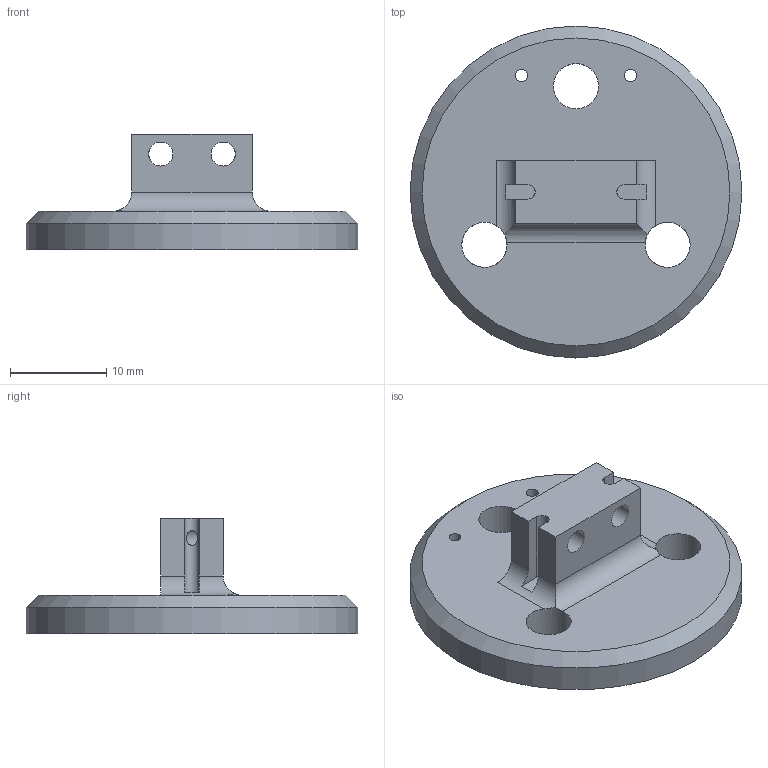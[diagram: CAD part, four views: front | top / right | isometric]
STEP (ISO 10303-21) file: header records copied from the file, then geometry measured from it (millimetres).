
FILE_DESCRIPTION(/* description */ ('STEP AP242','CAx-IF Rec.Pracs.---Representation and Presentation of Product Manufacturing Information (PMI)---4.0---2014-10-13','CAx-IF Rec.Pracs.---3D Tessellated Geometry---0.4---2014-09-14','2;1'),/* implementation_level */ '2;1');
FILE_NAME(/* name */ '63a4b1cba5a6a37e8e4a8b8c',/* time_stamp */ '2022-12-22T19:36:43+00:00',/* author */ (''),/* organization */ (''),/* preprocessor_version */ 'ST-DEVELOPER v18.102',/* originating_system */ ' ',/* authorisation */ ' ');
FILE_SCHEMA (('AP242_MANAGED_MODEL_BASED_3D_ENGINEERING_MIM_LF { 1 0 10303 442 1 1 4 }'));
Length unit declared in the file: metre
Products named in the file (1): Top
Bounding box: 34.53 x 34.53 x 12 mm (x, y, z)
Volume: 3857.3 mm3; surface area: 2791.9 mm2
Topology: 1 solids, 1 shells, 31 faces, 90 edges, 60 vertices
Faces by surface type: plane 16, cylinder 14, cone 1
Full cylindrical faces by diameter (mm): 1.25 x2, 2.5 x2, 4.7 x3, 12.5 x1, 34.53 x1
Entity records: 1021 total; most frequent: CARTESIAN_POINT 201, DIRECTION 163, ORIENTED_EDGE 148, EDGE_CURVE 74, AXIS2_PLACEMENT_3D 63, EDGE_LOOP 59, FACE_BOUND 59, VERTEX_POINT 55
